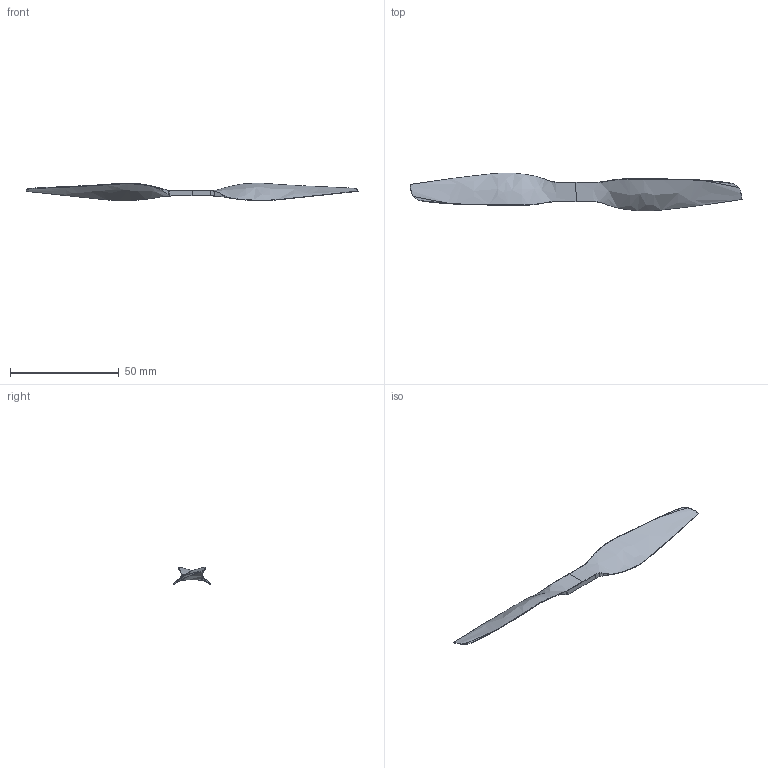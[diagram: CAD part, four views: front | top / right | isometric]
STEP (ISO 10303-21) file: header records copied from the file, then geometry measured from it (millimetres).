
FILE_DESCRIPTION(/* description */ (''),/* implementation_level */ '2;1');
FILE_NAME(/* name */ '6x4.5 Propeller ACW v1.step',/* time_stamp */ '2023-10-05T19:33:32+08:00',/* author */ (''),/* organization */ (''),/* preprocessor_version */ 'ST-DEVELOPER v20',/* originating_system */ 'Autodesk Translation Framework v12.14.0.127',/* authorisation */ '');
FILE_SCHEMA (('AUTOMOTIVE_DESIGN { 1 0 10303 214 3 1 1 }'));
Length unit declared in the file: millimetre
Products named in the file (4): 6x4.5 Propeller ACW; 6x4.5 Propeller; 6x4; 6x4_1
Assembly tree (3 placements, depth 3):
  6x4.5 Propeller ACW
    6x4.5 Propeller
      6x4
      6x4_1
Bounding box: 152.54 x 17.44 x 8.18 mm (x, y, z)
Volume: 1077.1 mm3; surface area: 4103 mm2
Topology: 2 solids, 2 shells, 90 faces, 234 edges, 150 vertices
Faces by surface type: bspline 44, cylinder 36, plane 10
Full cylindrical faces by diameter (mm): 2 x2
Entity records: 5880 total; most frequent: CARTESIAN_POINT 3881, ORIENTED_EDGE 468, EDGE_CURVE 234, DIRECTION 224, VERTEX_POINT 150, B_SPLINE_CURVE_WITH_KNOTS 148, EDGE_LOOP 92, STYLED_ITEM 92
